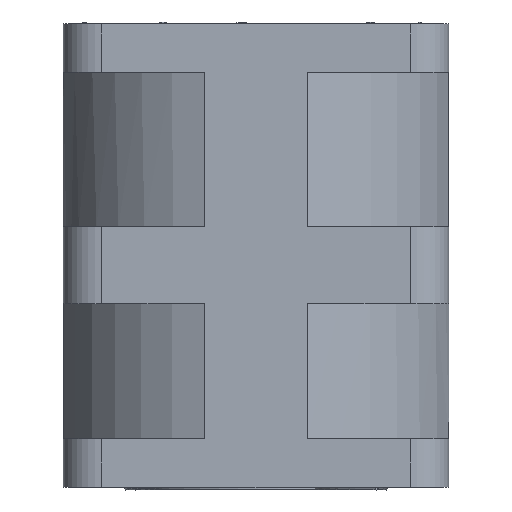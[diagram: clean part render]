
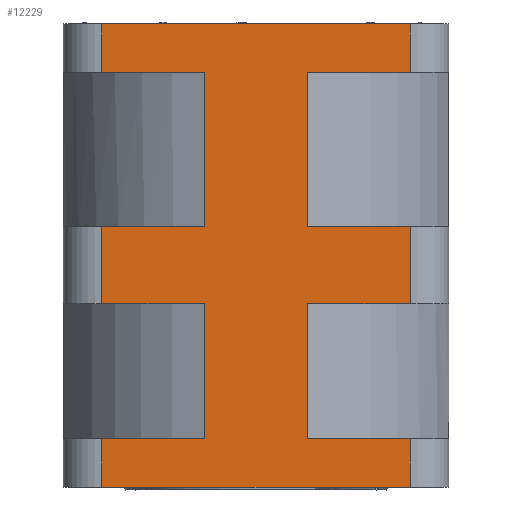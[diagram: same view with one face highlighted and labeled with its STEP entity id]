
A CAD part, left-side view. The second image highlights one B-rep face of the part: STEP entity #12229.
In plain terms, the highlighted planar face has unit normal (-1, 0, 0).
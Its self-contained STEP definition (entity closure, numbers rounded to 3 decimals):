
#1534=DIRECTION('',(0.,-1.,0.));
#1535=VECTOR('',#1534,32.);
#1536=CARTESIAN_POINT('',(-20.,16.,-23.));
#1537=LINE('',#1536,#1535);
#1977=DIRECTION('',(0.,0.,1.));
#1978=VECTOR('',#1977,8.);
#1979=CARTESIAN_POINT('',(-20.,-16.,-4.));
#1980=LINE('',#1979,#1978);
#2037=DIRECTION('',(0.,1.,0.));
#2038=VECTOR('',#2037,10.662);
#2039=CARTESIAN_POINT('',(-20.,-16.,-4.));
#2040=LINE('',#2039,#2038);
#2041=DIRECTION('',(0.,1.,0.));
#2042=VECTOR('',#2041,10.662);
#2043=CARTESIAN_POINT('',(-20.,5.338,-4.));
#2044=LINE('',#2043,#2042);
#2045=DIRECTION('',(0.,-1.,0.));
#2046=VECTOR('',#2045,10.662);
#2047=CARTESIAN_POINT('',(-20.,16.,4.));
#2048=LINE('',#2047,#2046);
#2049=DIRECTION('',(0.,-1.,0.));
#2050=VECTOR('',#2049,10.662);
#2051=CARTESIAN_POINT('',(-20.,-5.338,4.));
#2052=LINE('',#2051,#2050);
#2065=DIRECTION('',(0.,0.,1.));
#2066=VECTOR('',#2065,14.);
#2067=CARTESIAN_POINT('',(-20.,-5.338,-18.));
#2068=LINE('',#2067,#2066);
#2173=DIRECTION('',(0.,1.,0.));
#2174=VECTOR('',#2173,10.662);
#2175=CARTESIAN_POINT('',(-20.,-16.,-18.));
#2176=LINE('',#2175,#2174);
#2182=DIRECTION('',(0.,0.,1.));
#2183=VECTOR('',#2182,5.);
#2184=CARTESIAN_POINT('',(-20.,-16.,-23.));
#2185=LINE('',#2184,#2183);
#2239=DIRECTION('',(0.,0.,-1.));
#2240=VECTOR('',#2239,5.);
#2241=CARTESIAN_POINT('',(-20.,16.,-18.));
#2242=LINE('',#2241,#2240);
#2299=DIRECTION('',(0.,0.,-1.));
#2300=VECTOR('',#2299,16.);
#2301=CARTESIAN_POINT('',(-20.,5.338,20.));
#2302=LINE('',#2301,#2300);
#2408=DIRECTION('',(0.,0.,-1.));
#2409=VECTOR('',#2408,8.);
#2410=CARTESIAN_POINT('',(-20.,16.,4.));
#2411=LINE('',#2410,#2409);
#2445=DIRECTION('',(0.,0.,-1.));
#2446=VECTOR('',#2445,14.);
#2447=CARTESIAN_POINT('',(-20.,5.338,-4.));
#2448=LINE('',#2447,#2446);
#2449=DIRECTION('',(0.,1.,0.));
#2450=VECTOR('',#2449,10.662);
#2451=CARTESIAN_POINT('',(-20.,5.338,-18.));
#2452=LINE('',#2451,#2450);
#3808=DIRECTION('',(0.,1.,0.));
#3809=VECTOR('',#3808,32.);
#3810=CARTESIAN_POINT('',(-20.,-16.,25.));
#3811=LINE('',#3810,#3809);
#4065=DIRECTION('',(0.,0.,1.));
#4066=VECTOR('',#4065,5.);
#4067=CARTESIAN_POINT('',(-20.,-16.,20.));
#4068=LINE('',#4067,#4066);
#4069=DIRECTION('',(0.,-1.,0.));
#4070=VECTOR('',#4069,10.662);
#4071=CARTESIAN_POINT('',(-20.,-5.338,20.));
#4072=LINE('',#4071,#4070);
#4111=DIRECTION('',(0.,0.,1.));
#4112=VECTOR('',#4111,16.);
#4113=CARTESIAN_POINT('',(-20.,-5.338,4.));
#4114=LINE('',#4113,#4112);
#4141=DIRECTION('',(0.,0.,-1.));
#4142=VECTOR('',#4141,5.);
#4143=CARTESIAN_POINT('',(-20.,16.,25.));
#4144=LINE('',#4143,#4142);
#4158=DIRECTION('',(0.,-1.,0.));
#4159=VECTOR('',#4158,10.662);
#4160=CARTESIAN_POINT('',(-20.,16.,20.));
#4161=LINE('',#4160,#4159);
#6812=CARTESIAN_POINT('',(-20.,-16.,25.));
#6813=VERTEX_POINT('',#6812);
#6814=CARTESIAN_POINT('',(-20.,16.,25.));
#6815=VERTEX_POINT('',#6814);
#7037=CARTESIAN_POINT('',(-20.,-16.,4.));
#7038=VERTEX_POINT('',#7037);
#7039=CARTESIAN_POINT('',(-20.,-16.,20.));
#7040=VERTEX_POINT('',#7039);
#7041=CARTESIAN_POINT('',(-20.,-5.338,20.));
#7042=VERTEX_POINT('',#7041);
#7043=CARTESIAN_POINT('',(-20.,-5.338,4.));
#7044=VERTEX_POINT('',#7043);
#7045=CARTESIAN_POINT('',(-20.,16.,4.));
#7046=CARTESIAN_POINT('',(-20.,5.338,4.));
#7047=VERTEX_POINT('',#7045);
#7048=VERTEX_POINT('',#7046);
#7049=CARTESIAN_POINT('',(-20.,5.338,20.));
#7050=VERTEX_POINT('',#7049);
#7051=CARTESIAN_POINT('',(-20.,16.,20.));
#7052=VERTEX_POINT('',#7051);
#7206=CARTESIAN_POINT('',(-20.,16.,-23.));
#7207=VERTEX_POINT('',#7206);
#7208=CARTESIAN_POINT('',(-20.,-16.,-23.));
#7209=VERTEX_POINT('',#7208);
#7329=CARTESIAN_POINT('',(-20.,5.338,-18.));
#7331=VERTEX_POINT('',#7329);
#7334=CARTESIAN_POINT('',(-20.,5.338,-4.));
#7335=VERTEX_POINT('',#7334);
#7348=CARTESIAN_POINT('',(-20.,16.,-18.));
#7349=VERTEX_POINT('',#7348);
#7356=CARTESIAN_POINT('',(-20.,16.,-4.));
#7357=VERTEX_POINT('',#7356);
#7358=CARTESIAN_POINT('',(-20.,-16.,-4.));
#7359=CARTESIAN_POINT('',(-20.,-5.338,-4.));
#7360=VERTEX_POINT('',#7358);
#7361=VERTEX_POINT('',#7359);
#7362=CARTESIAN_POINT('',(-20.,-5.338,-18.));
#7363=VERTEX_POINT('',#7362);
#7364=CARTESIAN_POINT('',(-20.,-16.,-18.));
#7365=VERTEX_POINT('',#7364);
#12186=CARTESIAN_POINT('',(-20.,16.,0.));
#12187=DIRECTION('',(-1.,0.,0.));
#12188=DIRECTION('',(0.,-1.,0.));
#12189=AXIS2_PLACEMENT_3D('',#12186,#12187,#12188);
#12190=PLANE('',#12189);
#12191=ORIENTED_EDGE('',*,*,#12111,.F.);
#12192=ORIENTED_EDGE('',*,*,#12125,.T.);
#12194=ORIENTED_EDGE('',*,*,#12193,.F.);
#12196=ORIENTED_EDGE('',*,*,#12195,.F.);
#12198=ORIENTED_EDGE('',*,*,#12197,.F.);
#12199=ORIENTED_EDGE('',*,*,#11631,.F.);
#12201=ORIENTED_EDGE('',*,*,#12200,.F.);
#12203=ORIENTED_EDGE('',*,*,#12202,.F.);
#12205=ORIENTED_EDGE('',*,*,#12204,.F.);
#12207=ORIENTED_EDGE('',*,*,#12206,.T.);
#12209=ORIENTED_EDGE('',*,*,#12208,.F.);
#12211=ORIENTED_EDGE('',*,*,#12210,.T.);
#12213=ORIENTED_EDGE('',*,*,#12212,.F.);
#12215=ORIENTED_EDGE('',*,*,#12214,.F.);
#12217=ORIENTED_EDGE('',*,*,#12216,.F.);
#12219=ORIENTED_EDGE('',*,*,#12218,.F.);
#12221=ORIENTED_EDGE('',*,*,#12220,.F.);
#12223=ORIENTED_EDGE('',*,*,#12222,.F.);
#12225=ORIENTED_EDGE('',*,*,#12224,.F.);
#12226=ORIENTED_EDGE('',*,*,#12175,.T.);
#12227=EDGE_LOOP('',(#12191,#12192,#12194,#12196,#12198,#12199,#12201,#12203,
#12205,#12207,#12209,#12211,#12213,#12215,#12217,#12219,#12221,#12223,#12225,
#12226));
#12228=FACE_OUTER_BOUND('',#12227,.F.);
#12229=ADVANCED_FACE('',(#12228),#12190,.T.);
#11631=EDGE_CURVE('',#7207,#7209,#1537,.T.);
#12111=EDGE_CURVE('',#7360,#7038,#1980,.T.);
#12125=EDGE_CURVE('',#7360,#7361,#2040,.T.);
#12175=EDGE_CURVE('',#7044,#7038,#2052,.T.);
#12193=EDGE_CURVE('',#7363,#7361,#2068,.T.);
#12195=EDGE_CURVE('',#7365,#7363,#2176,.T.);
#12197=EDGE_CURVE('',#7209,#7365,#2185,.T.);
#12200=EDGE_CURVE('',#7349,#7207,#2242,.T.);
#12202=EDGE_CURVE('',#7331,#7349,#2452,.T.);
#12204=EDGE_CURVE('',#7335,#7331,#2448,.T.);
#12206=EDGE_CURVE('',#7335,#7357,#2044,.T.);
#12208=EDGE_CURVE('',#7047,#7357,#2411,.T.);
#12210=EDGE_CURVE('',#7047,#7048,#2048,.T.);
#12212=EDGE_CURVE('',#7050,#7048,#2302,.T.);
#12214=EDGE_CURVE('',#7052,#7050,#4161,.T.);
#12216=EDGE_CURVE('',#6815,#7052,#4144,.T.);
#12218=EDGE_CURVE('',#6813,#6815,#3811,.T.);
#12220=EDGE_CURVE('',#7040,#6813,#4068,.T.);
#12222=EDGE_CURVE('',#7042,#7040,#4072,.T.);
#12224=EDGE_CURVE('',#7044,#7042,#4114,.T.);
